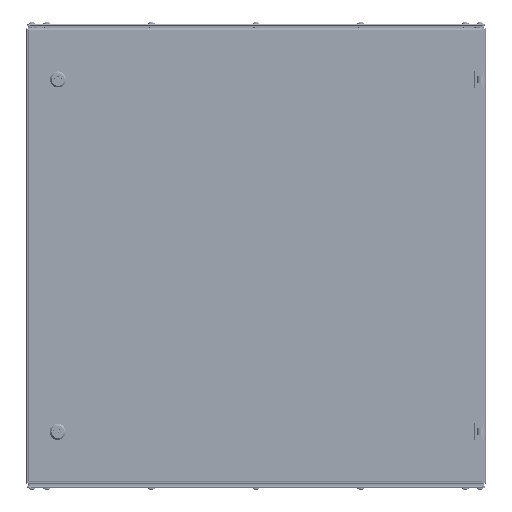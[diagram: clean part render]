
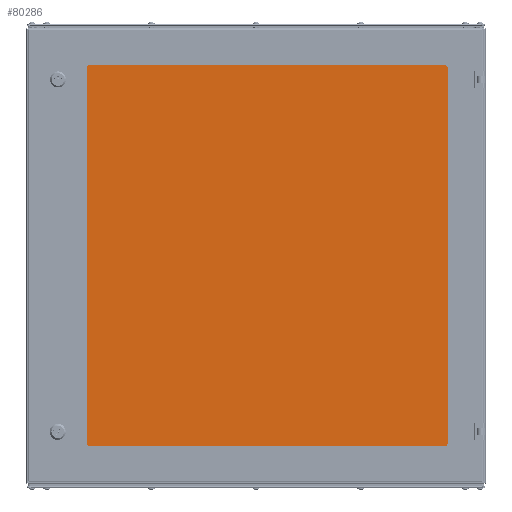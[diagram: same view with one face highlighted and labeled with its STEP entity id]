
A CAD part, top view. The second image highlights one B-rep face of the part: STEP entity #80286.
In plain terms, the highlighted planar face has unit normal (0, 0, 1).
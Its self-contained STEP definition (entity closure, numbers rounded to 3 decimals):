
#254 = CIRCLE ( 'NONE', #51238, 10. ) ;
#849 = CARTESIAN_POINT ( 'NONE',  ( -317.75, 345.5, 4. ) ) ;
#1537 = CARTESIAN_POINT ( 'NONE',  ( -327.75, -335.5, 4. ) ) ;
#1634 = ORIENTED_EDGE ( 'NONE', *, *, #65303, .T. ) ;
#3101 = DIRECTION ( 'NONE',  ( -1., 0., 0. ) ) ;
#3398 = CARTESIAN_POINT ( 'NONE',  ( -317.75, -335.5, 4. ) ) ;
#3586 = CARTESIAN_POINT ( 'NONE',  ( 317.75, -345.5, 4. ) ) ;
#4123 = CARTESIAN_POINT ( 'NONE',  ( 327.75, -335.5, 4. ) ) ;
#6843 = CARTESIAN_POINT ( 'NONE',  ( -327.75, 345.5, 4. ) ) ;
#7179 = ORIENTED_EDGE ( 'NONE', *, *, #82542, .T. ) ;
#8223 = VECTOR ( 'NONE', #18915, 1000. ) ;
#9704 = EDGE_CURVE ( 'NONE', #66831, #29196, #58134, .T. ) ;
#9804 = DIRECTION ( 'NONE',  ( -1., 0., 0. ) ) ;
#10527 = AXIS2_PLACEMENT_3D ( 'NONE', #3398, #74937, #9804 ) ;
#10634 = DIRECTION ( 'NONE',  ( -1., 0., 0. ) ) ;
#11133 = DIRECTION ( 'NONE',  ( 0., 1., 0. ) ) ;
#11689 = ORIENTED_EDGE ( 'NONE', *, *, #90125, .T. ) ;
#11880 = CARTESIAN_POINT ( 'NONE',  ( 317.75, 345.5, 4. ) ) ;
#12420 = VERTEX_POINT ( 'NONE', #4123 ) ;
#14246 = VERTEX_POINT ( 'NONE', #3586 ) ;
#16476 = DIRECTION ( 'NONE',  ( -1., 0., 0. ) ) ;
#17369 = DIRECTION ( 'NONE',  ( 0., 0., 1. ) ) ;
#17941 = DIRECTION ( 'NONE',  ( 0., 0., 1. ) ) ;
#18915 = DIRECTION ( 'NONE',  ( 1., 0., 0. ) ) ;
#24667 = PLANE ( 'NONE',  #78336 ) ;
#25594 = DIRECTION ( 'NONE',  ( -1., 0., 0. ) ) ;
#26315 = ORIENTED_EDGE ( 'NONE', *, *, #61012, .T. ) ;
#26372 = LINE ( 'NONE', #46465, #74208 ) ;
#26523 = VECTOR ( 'NONE', #11133, 1000. ) ;
#29196 = VERTEX_POINT ( 'NONE', #11880 ) ;
#30225 = VERTEX_POINT ( 'NONE', #30603 ) ;
#30603 = CARTESIAN_POINT ( 'NONE',  ( -327.75, 335.5, 4. ) ) ;
#30606 = ORIENTED_EDGE ( 'NONE', *, *, #9704, .T. ) ;
#31424 = CARTESIAN_POINT ( 'NONE',  ( 317.75, 335.5, 4. ) ) ;
#31663 = CARTESIAN_POINT ( 'NONE',  ( 327.75, -345.5, 4. ) ) ;
#35703 = EDGE_LOOP ( 'NONE', ( #43505, #1634, #11689, #30606, #53377, #40472, #7179, #26315 ) ) ;
#38350 = EDGE_CURVE ( 'NONE', #29196, #88179, #41522, .T. ) ;
#38403 = FACE_OUTER_BOUND ( 'NONE', #35703, .T. ) ;
#39893 = CIRCLE ( 'NONE', #76296, 10. ) ;
#40472 = ORIENTED_EDGE ( 'NONE', *, *, #87479, .T. ) ;
#41238 = EDGE_CURVE ( 'NONE', #59365, #14246, #66374, .T. ) ;
#41522 = LINE ( 'NONE', #6843, #61888 ) ;
#43294 = DIRECTION ( 'NONE',  ( -1., 0., 0. ) ) ;
#43505 = ORIENTED_EDGE ( 'NONE', *, *, #41238, .T. ) ;
#46465 = CARTESIAN_POINT ( 'NONE',  ( -327.75, -345.5, 4. ) ) ;
#51238 = AXIS2_PLACEMENT_3D ( 'NONE', #79969, #17941, #10634 ) ;
#53377 = ORIENTED_EDGE ( 'NONE', *, *, #38350, .T. ) ;
#58134 = CIRCLE ( 'NONE', #78600, 10. ) ;
#59365 = VERTEX_POINT ( 'NONE', #71806 ) ;
#61012 = EDGE_CURVE ( 'NONE', #79694, #59365, #64454, .T. ) ;
#61039 = DIRECTION ( 'NONE',  ( 0., -1., 0. ) ) ;
#61888 = VECTOR ( 'NONE', #43294, 1000. ) ;
#64454 = CIRCLE ( 'NONE', #10527, 10. ) ;
#64850 = DIRECTION ( 'NONE',  ( 0., 0., -1. ) ) ;
#65303 = EDGE_CURVE ( 'NONE', #14246, #12420, #39893, .T. ) ;
#66374 = LINE ( 'NONE', #67756, #8223 ) ;
#66831 = VERTEX_POINT ( 'NONE', #83616 ) ;
#67756 = CARTESIAN_POINT ( 'NONE',  ( -327.75, -345.5, 4. ) ) ;
#71806 = CARTESIAN_POINT ( 'NONE',  ( -317.75, -345.5, 4. ) ) ;
#72141 = CARTESIAN_POINT ( 'NONE',  ( 317.75, -335.5, 4. ) ) ;
#74208 = VECTOR ( 'NONE', #61039, 1000. ) ;
#74937 = DIRECTION ( 'NONE',  ( 0., 0., 1. ) ) ;
#76296 = AXIS2_PLACEMENT_3D ( 'NONE', #72141, #17369, #25594 ) ;
#78336 = AXIS2_PLACEMENT_3D ( 'NONE', #80350, #64850, #16476 ) ;
#78600 = AXIS2_PLACEMENT_3D ( 'NONE', #31424, #80685, #3101 ) ;
#79694 = VERTEX_POINT ( 'NONE', #1537 ) ;
#79969 = CARTESIAN_POINT ( 'NONE',  ( -317.75, 335.5, 4. ) ) ;
#80286 = ADVANCED_FACE ( 'NONE', ( #38403 ), #24667, .F. ) ;
#80350 = CARTESIAN_POINT ( 'NONE',  ( 0., 0., 4. ) ) ;
#80685 = DIRECTION ( 'NONE',  ( 0., 0., 1. ) ) ;
#82542 = EDGE_CURVE ( 'NONE', #30225, #79694, #26372, .T. ) ;
#83616 = CARTESIAN_POINT ( 'NONE',  ( 327.75, 335.5, 4. ) ) ;
#87329 = LINE ( 'NONE', #31663, #26523 ) ;
#87479 = EDGE_CURVE ( 'NONE', #88179, #30225, #254, .T. ) ;
#88179 = VERTEX_POINT ( 'NONE', #849 ) ;
#90125 = EDGE_CURVE ( 'NONE', #12420, #66831, #87329, .T. ) ;
